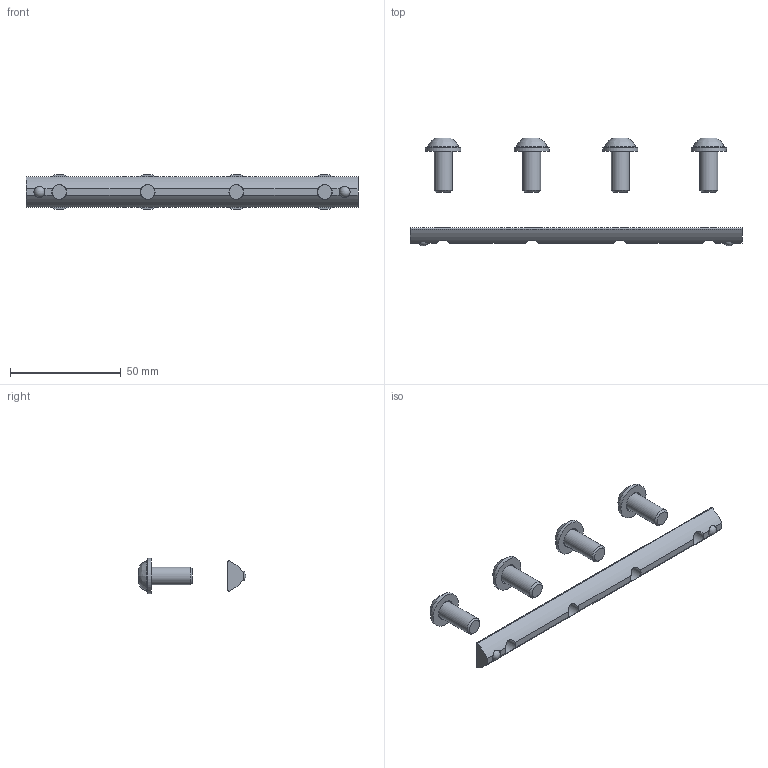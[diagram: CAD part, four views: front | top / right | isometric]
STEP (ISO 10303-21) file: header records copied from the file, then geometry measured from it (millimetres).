
FILE_DESCRIPTION(/* description */ ('STEP AP214'),/* implementation_level */ '2;1');
FILE_NAME(/* name */ '1025187.stp',/* time_stamp */ '2024-05-07T10:45:48+02:00',/* author */ ('b.steehouwer'),/* organization */ ('CADENAS'),/* preprocessor_version */ 'ST-DEVELOPER v18.1',/* originating_system */ 'Autodesk Inventor 2021',/* authorisation */ ' ');
FILE_SCHEMA (('AUTOMOTIVE_DESIGN { 1 0 10303 214 3 1 1 }'));
Length unit declared in the file: millimetre
Products named in the file (12): 1025187; 1025187-1; 1025187-2; 1025187-3; 1025187-4; 1025187-5; 1025187-6; 1025187-7; 1025187-8; 1025187-9; 1025187-10; 1025187-11
Assembly tree (11 placements, depth 2):
  1025187
    1025187-1
    1025187-2
    1025187-3
    1025187-4
    1025187-5
    1025187-6
    1025187-7
    1025187-8
    1025187-9
    1025187-10
    1025187-11
Bounding box: 150 x 48.68 x 16 mm (x, y, z)
Volume: 15779.1 mm3; surface area: 11198.7 mm2
Topology: 11 solids, 11 shells, 108 faces, 250 edges, 162 vertices
Faces by surface type: plane 58, cylinder 26, cone 14, bspline 4, torus 4, sphere 2
Full cylindrical faces by diameter (mm): 5 x2, 6.647 x4, 8 x4, 8.4 x4, 14 x4, 16 x4
Entity records: 3786 total; most frequent: CARTESIAN_POINT 803, DIRECTION 576, ORIENTED_EDGE 488, EDGE_CURVE 244, AXIS2_PLACEMENT_3D 223, VERTEX_POINT 162, LINE 130, VECTOR 130
